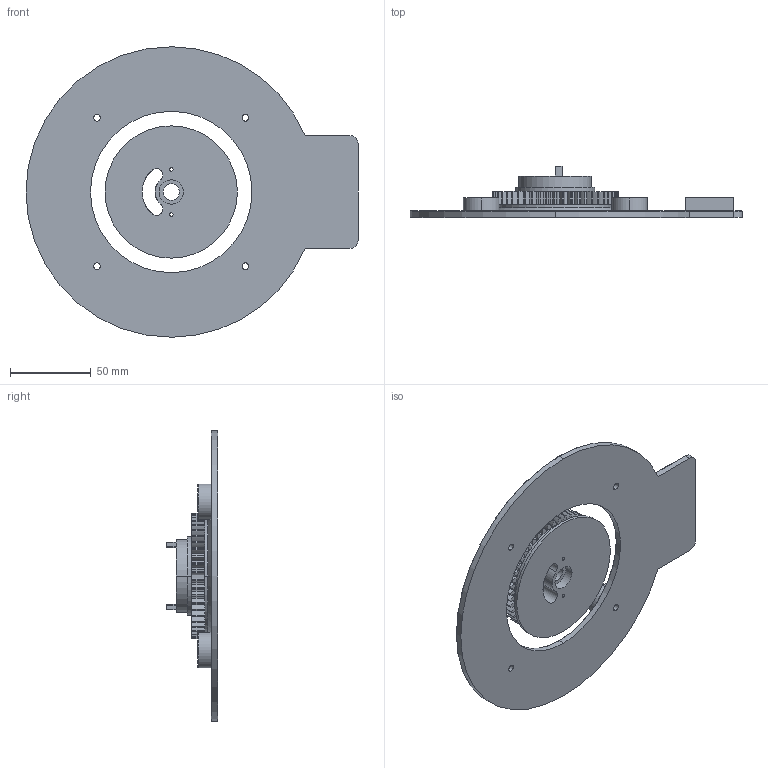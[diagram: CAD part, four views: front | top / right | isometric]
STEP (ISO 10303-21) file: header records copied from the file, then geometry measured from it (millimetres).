
FILE_DESCRIPTION (( 'STEP AP214' ), '1' );
FILE_NAME ('湖荂璃4.STEP', '2024-11-27T02:41:25', ( '' ), ( '' ), 'SwSTEP 2.0', 'SolidWorks 2023', '' );
FILE_SCHEMA (( 'AUTOMOTIVE_DESIGN' ));
Length unit declared in the file: millimetre
Products named in the file (3): 基座大齿轮_GB - Spur gear 1.5M 50T 20PA 8FW ---S50A75H50L10.0N; 打印件4; 固定底座底部支架
Assembly tree (2 placements, depth 2):
  打印件4
    固定底座底部支架
    基座大齿轮_GB - Spur gear 1.5M 50T 20PA 8FW ---S50A75H50L10.0N
Bounding box: 205.71 x 31.6 x 180 mm (x, y, z)
Volume: 162892.1 mm3; surface area: 69240.9 mm2
Topology: 2 solids, 2 shells, 364 faces, 980 edges, 624 vertices
Faces by surface type: cylinder 286, plane 43, torus 23, sphere 10, cone 2
Entity records: 11727 total; most frequent: DIRECTION 2307, CARTESIAN_POINT 1991, ORIENTED_EDGE 1940, AXIS2_PLACEMENT_3D 976, EDGE_CURVE 970, VERTEX_POINT 624, CIRCLE 607, EDGE_LOOP 396
